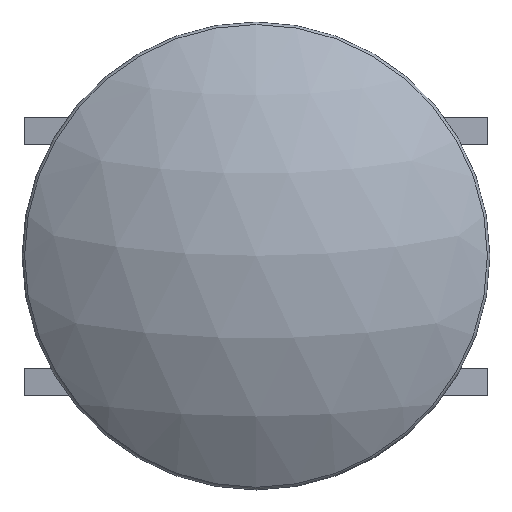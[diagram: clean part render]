
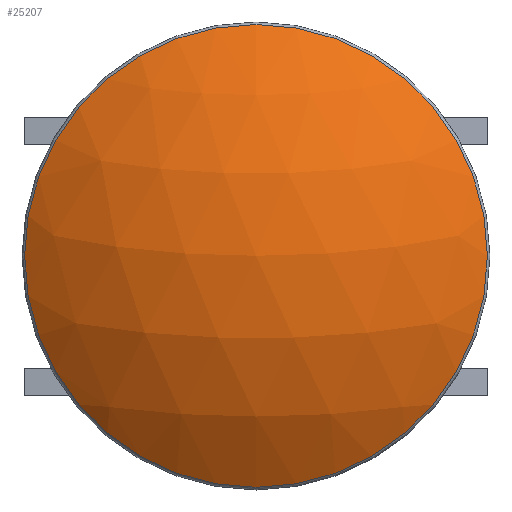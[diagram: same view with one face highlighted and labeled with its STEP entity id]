
A CAD part, top view. The second image highlights one B-rep face of the part: STEP entity #25207.
In plain terms, the highlighted spherical face has radius 11.5 mm.
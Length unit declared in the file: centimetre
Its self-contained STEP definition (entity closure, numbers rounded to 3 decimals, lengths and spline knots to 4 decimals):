
#101=SPHERICAL_SURFACE($,#26560,1.15);
#110=FACE_BOUND($,#2623,.T.);
#2623=EDGE_LOOP($,(#15658));
#8778=CIRCLE($,#26556,0.7022);
#9487=VERTEX_POINT($,#35325);
#11931=EDGE_CURVE($,#9487,#9487,#8778,.T.);
#15658=ORIENTED_EDGE($,*,*,#11931,.F.);
#25207=ADVANCED_FACE($,(#110),#101,.T.);
#26556=AXIS2_PLACEMENT_3D($,#35326,#28555,#28556);
#26560=AXIS2_PLACEMENT_3D($,#35332,#28563,#28564);
#28555=DIRECTION('center_axis',(0.,0.,
-1.));
#28556=DIRECTION('ref_axis',(0.,1.,0.));
#28563=DIRECTION('center_axis',(0.,0.947,
0.323));
#28564=DIRECTION('ref_axis',(0.,-0.323,
0.947));
#35325=CARTESIAN_POINT('',(0.,-0.7022,0.9442));
#35326=CARTESIAN_POINT('Origin',(0.,0.,
0.9442));
#35332=CARTESIAN_POINT('Origin',(0.,0.,
0.0334));
